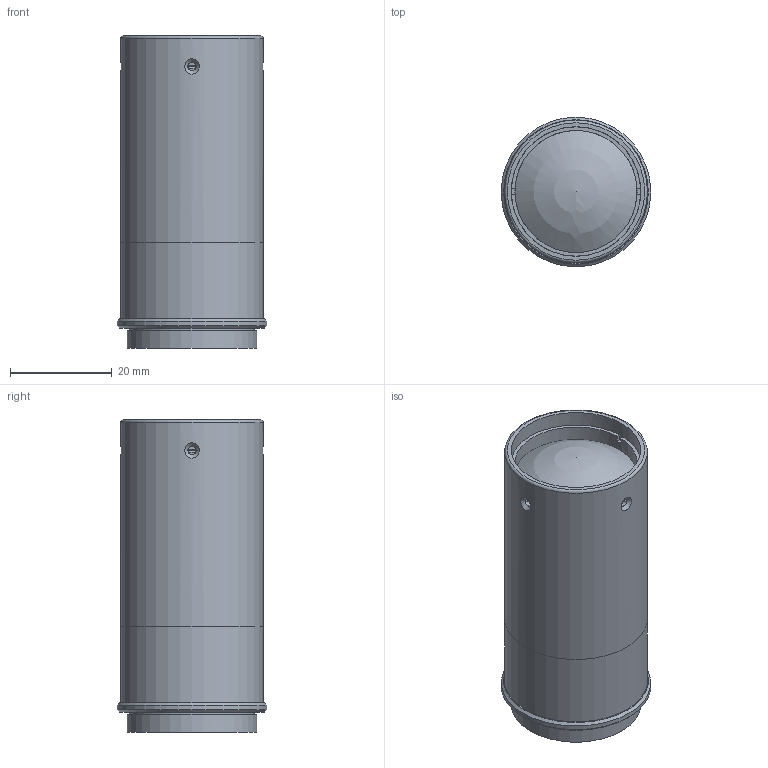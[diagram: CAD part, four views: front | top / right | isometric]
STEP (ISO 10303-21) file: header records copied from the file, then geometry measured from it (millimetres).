
FILE_DESCRIPTION(/* description */ (''),/* implementation_level */ '2;1');
FILE_NAME(/* name */ '100.539.000.26_TO18_4.1-100-F6-B-RF.stp',/* time_stamp */ '2021-04-06T12:22:18+02:00',/* author */ (''),/* organization */ ('Vision & Control'),/* preprocessor_version */ 'ST-DEVELOPER v16.5',/* originating_system */ 'Autodesk Inventor 2017',/* authorisation */ '');
FILE_SCHEMA (('AUTOMOTIVE_DESIGN { 1 0 10303 214 3 1 1 }'));
Length unit declared in the file: millimetre
Products named in the file (1): TO18_4.1-100-F6-B-RF
Bounding box: 29.4 x 29.4 x 61.3 mm (x, y, z)
Volume: 9 mm3; surface area: 7715.6 mm2
Topology: 5 solids, 8 shells, 113 faces, 290 edges, 191 vertices
Faces by surface type: cylinder 57, plane 35, cone 12, sphere 8, torus 1
Full cylindrical faces by diameter (mm): 1.6 x4, 9 x1, 10 x1, 10.459 x2, 11.059 x1, 24 x1, 24.4 x1, 25.4 x1, 25.459 x1, 27.272 x1, 28 x2, 29.4 x1
Entity records: 3675 total; most frequent: CARTESIAN_POINT 964, DIRECTION 562, ORIENTED_EDGE 474, AXIS2_PLACEMENT_3D 245, EDGE_CURVE 235, VERTEX_POINT 167, EDGE_LOOP 156, CIRCLE 131
